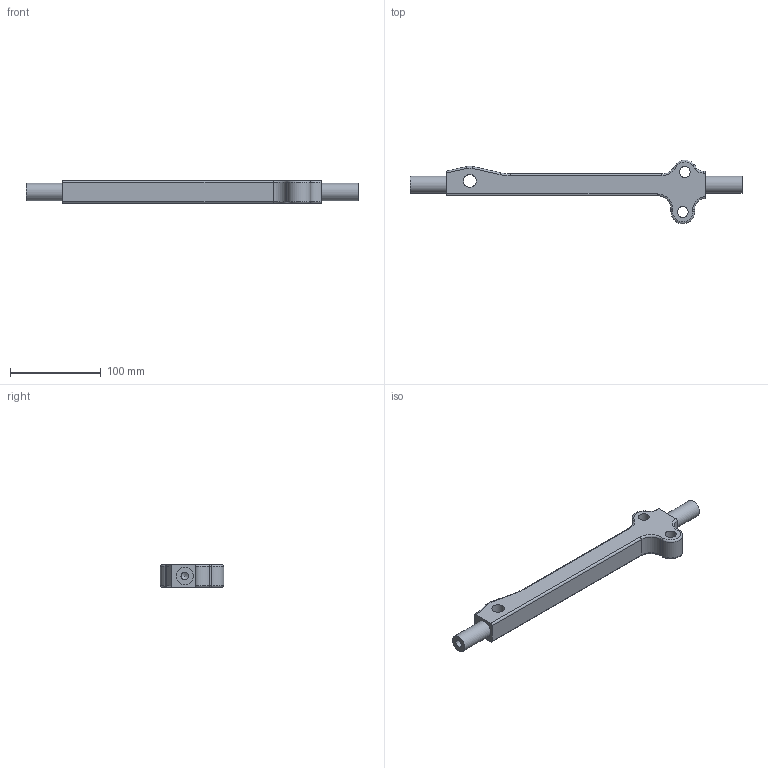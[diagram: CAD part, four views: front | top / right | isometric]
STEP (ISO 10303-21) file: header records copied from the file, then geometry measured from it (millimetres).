
FILE_DESCRIPTION(/* description */ (''),/* implementation_level */ '2;1');
FILE_NAME(/* name */ 'Offset Lower control shaft.step',/* time_stamp */ '2021-02-09T11:37:38+01:00',/* author */ (''),/* organization */ (''),/* preprocessor_version */ 'ST-DEVELOPER v18.1',/* originating_system */ 'Autodesk Translation Framework v9.7.1.1290',/* authorisation */ '');
FILE_SCHEMA (('AUTOMOTIVE_DESIGN { 1 0 10303 214 3 1 1 }'));
Length unit declared in the file: millimetre
Products named in the file (1): Offset Lower control shaft
Bounding box: 365 x 69.92 x 25 mm (x, y, z)
Volume: 218499.4 mm3; surface area: 41209.4 mm2
Topology: 1 solids, 1 shells, 69 faces, 161 edges, 96 vertices
Faces by surface type: cylinder 35, torus 16, plane 16, cone 2
Full cylindrical faces by diameter (mm): 8.526 x2, 12 x2, 14 x1, 19 x2
Entity records: 2004 total; most frequent: DIRECTION 385, CARTESIAN_POINT 325, ORIENTED_EDGE 318, EDGE_CURVE 159, AXIS2_PLACEMENT_3D 156, VERTEX_POINT 96, CIRCLE 84, EDGE_LOOP 79
